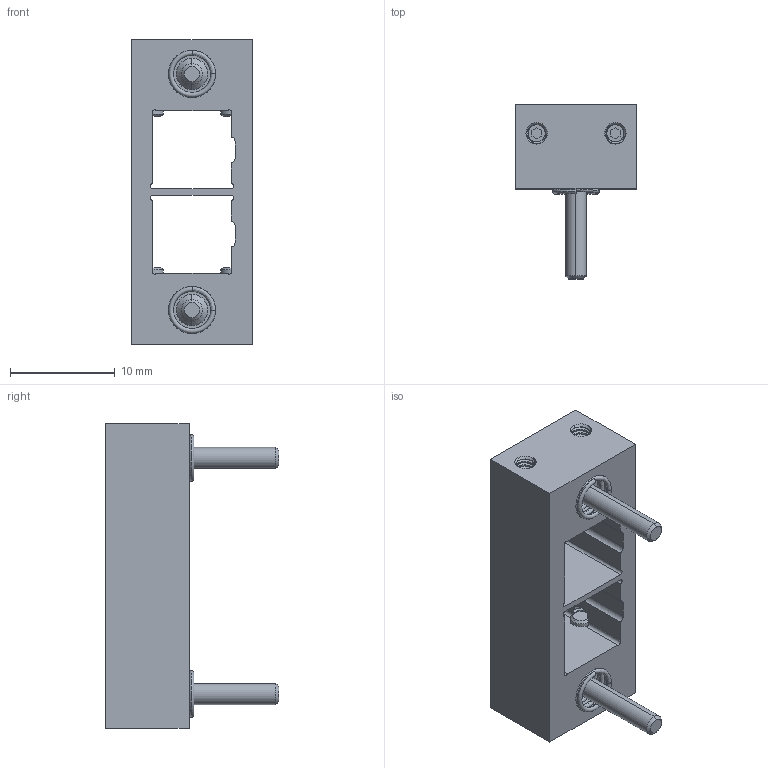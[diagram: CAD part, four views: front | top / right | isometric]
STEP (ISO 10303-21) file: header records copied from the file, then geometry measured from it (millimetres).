
FILE_DESCRIPTION (( 'STEP AP203' ), '1' );
FILE_NAME ('INGUN_HAS-819_D8-160.STEP', '2022-05-09T06:05:03', ( 'ochi' ), ( '' ), 'SwSTEP 2.0', 'SolidWorks 2018', '' );
FILE_SCHEMA (( 'CONFIG_CONTROL_DESIGN' ));
Length unit declared in the file: millimetre
Products named in the file (1): INGUN_HAS-819_D8-160
Bounding box: 11.5 x 16.55 x 29 mm (x, y, z)
Volume: 1664.2 mm3; surface area: 2257.3 mm2
Topology: 1 solids, 1 shells, 412 faces, 1174 edges, 770 vertices
Faces by surface type: cylinder 158, plane 114, bspline 94, cone 36, torus 10
Entity records: 50915 total; most frequent: CARTESIAN_POINT 41285, ORIENTED_EDGE 2332, DIRECTION 1570, EDGE_CURVE 1166, VERTEX_POINT 770, AXIS2_PLACEMENT_3D 571, EDGE_LOOP 446, LINE 428
